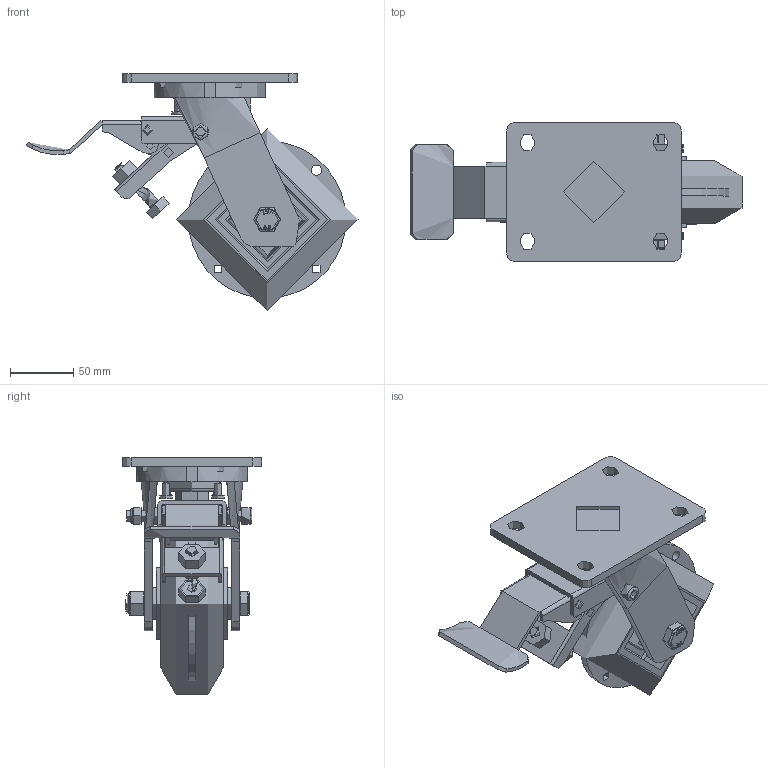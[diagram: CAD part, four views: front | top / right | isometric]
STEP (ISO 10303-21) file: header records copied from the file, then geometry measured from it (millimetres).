
FILE_DESCRIPTION(/* description */ (''),/* implementation_level */ '2;1');
FILE_NAME(/* name */ 'BZMJ150SRPTABJSWB.step',/* time_stamp */ '2025-05-06T13:12:09+01:00',/* author */ (''),/* organization */ (''),/* preprocessor_version */ 'ST-DEVELOPER v20.1',/* originating_system */ 'Autodesk Translation Framework v14.4.0.0',/* authorisation */ '');
FILE_SCHEMA (('AUTOMOTIVE_DESIGN { 1 0 10303 214 3 1 1 }'));
Products named in the file (52): BZMJ150SRPTABJSWB; BZH150WSRPTABJM20 v1; 85 SHORE A ERGONOMIC POLYURETHANE TYRE; ALUMINIUM RIM; BEARING6004; BEARING60042; BALL BEARINGS; BEARING6004 (1); BEARING60042 (1); BALL BEARINGS (1); Component1; METAL; MIDDLE; RUBBER (1); BEARING SPACER; TH20X4X12 v1; ZINC PLATED HEADED SPACER; TH20X4X12 v1 (1); ZINC PLATED HEADED SPACER (1); BZMJ150ASSWB - 63 v1; FABRICATED STEEL TOP PLATE (1); FABRICATED STEEL TOP PLATE Geometry (1); NUT (1); BOLT (1); FABRICATED STEEL FORKS (1); FABRICATED STEEL FORKS Geometry (1); GREESE NIPPLE (1); BEARING SEAL (1); FABRICATED STEEL BRAKE (1); BOLT2 (1); BRAKE 1 (1); BRAKE PEDAL (1); BRAKE 2 (1); SPACERS (1); BRAKE BOLT (1); BRAKE BOLT Geometry (1); RUBBER (2); BOLT3 (1); BOLT4 (1); NUT2 (1) ...
Assembly tree (71 placements, depth 6):
  BZMJ150SRPTABJSWB
    BZH150WSRPTABJM20 v1
      85 SHORE A ERGONOMIC POLYURETHANE TYRE
      ALUMINIUM RIM
      BEARING6004
        BEARING60042
          METAL
          MIDDLE
          BALL BEARINGS
            Component1  x9
          RUBBER (1)
      BEARING6004 (1)
        BEARING60042 (1)
          BALL BEARINGS (1)
            Component1  x9
          METAL
          MIDDLE
          RUBBER (1)
      BEARING SPACER
    TH20X4X12 v1
      ZINC PLATED HEADED SPACER
    TH20X4X12 v1 (1)
      ZINC PLATED HEADED SPACER (1)
    BZMJ150ASSWB - 63 v1
      FABRICATED STEEL TOP PLATE (1)
        FABRICATED STEEL TOP PLATE Geometry (1)
        NUT (1)
        BOLT (1)
      FABRICATED STEEL FORKS (1)
        FABRICATED STEEL FORKS Geometry (1)
        GREESE NIPPLE (1)
      BEARING SEAL (1)
      FABRICATED STEEL BRAKE (1)
        BOLT2 (1)
        BRAKE 1 (1)
        BRAKE PEDAL (1)
        BRAKE 2 (1)
        SPACERS (1)
        BRAKE BOLT (1)
          BRAKE BOLT Geometry (1)
          RUBBER (2)
        BOLT3 (1)
        BOLT4 (1)
        NUT2 (1)
        BRAKE 3 (1)
        BOLT5 (1)
        SPRING (1)
        BOLT6 (1)
        SPRING2 (1)
        NUT3 (1)
    HEXBOLTM12X90Z8.8 v2
      GRADE 8.8 ZINC PLATED BOLT
    NYLOCM12Z14MM v1
      NYLOC NUT
        NUT (2)
        RUBBER (3)
Bounding box: 261.65 x 110 x 186.65 mm (x, y, z)
Volume: 979252.4 mm3; surface area: 312874.3 mm2
Topology: 63 solids, 63 shells, 1519 faces, 3807 edges, 2502 vertices
Faces by surface type: plane 638, bspline 433, cylinder 368, sphere 54, torus 21, cone 5
Full cylindrical faces by diameter (mm): 6 x17, 8 x75, 8.005 x1, 9.836 x16, 10 x5, 11.834 x16, 12 x3, 12.2 x2, 12.5 x1, 12.75 x2, 13 x3, 14 x2, 16 x2, 17.75 x1, 18.5 x1, 19.9 x2, 20 x2, 20.4 x1, 24 x2, 24.4 x1, 25 x10, 26 x4, 27 x8, 35 x4, 36 x4, 37 x4, 38 x11, 42 x4, 44 x1, 45 x1
Entity records: 66490 total; most frequent: CARTESIAN_POINT 40457, ORIENTED_EDGE 5334, DIRECTION 4515, EDGE_CURVE 2667, VERTEX_POINT 1750, AXIS2_PLACEMENT_3D 1573, LINE 1369, VECTOR 1369
